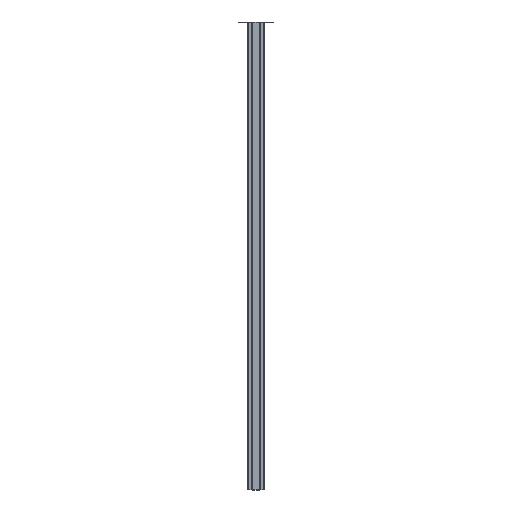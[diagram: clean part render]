
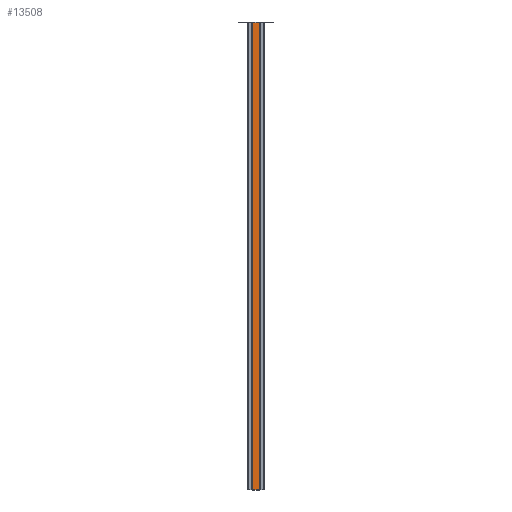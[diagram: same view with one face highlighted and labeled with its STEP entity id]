
A CAD part, top view. The second image highlights one B-rep face of the part: STEP entity #13508.
In plain terms, the highlighted planar face has unit normal (0, 0, 1).
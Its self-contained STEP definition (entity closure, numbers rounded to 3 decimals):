
#306 = ORIENTED_EDGE ( 'NONE', *, *, #6033, .F. ) ;
#405 = CARTESIAN_POINT ( 'NONE',  ( 22.5, -6., 25. ) ) ;
#1495 = LINE ( 'NONE', #6394, #8051 ) ;
#2484 = VECTOR ( 'NONE', #27974, 1000. ) ;
#2634 = DIRECTION ( 'NONE',  ( 0., 0., 1. ) ) ;
#4343 = CARTESIAN_POINT ( 'NONE',  ( -22.5, -3021., 25. ) ) ;
#5932 = DIRECTION ( 'NONE',  ( 0., -1., 0. ) ) ;
#6033 = EDGE_CURVE ( 'NONE', #20281, #17817, #13601, .T. ) ;
#6090 = CARTESIAN_POINT ( 'NONE',  ( -22.5, -6., 25. ) ) ;
#6394 = CARTESIAN_POINT ( 'NONE',  ( 22.5, -3021., 25. ) ) ;
#6961 = LINE ( 'NONE', #6090, #2484 ) ;
#8051 = VECTOR ( 'NONE', #19517, 1000. ) ;
#8318 = CARTESIAN_POINT ( 'NONE',  ( 22.5, -3021., 25. ) ) ;
#8559 = ORIENTED_EDGE ( 'NONE', *, *, #16314, .T. ) ;
#8798 = CARTESIAN_POINT ( 'NONE',  ( 22.5, -6., 25. ) ) ;
#10454 = ORIENTED_EDGE ( 'NONE', *, *, #21832, .F. ) ;
#10702 = LINE ( 'NONE', #16813, #15830 ) ;
#11543 = VECTOR ( 'NONE', #5932, 1000. ) ;
#12069 = CARTESIAN_POINT ( 'NONE',  ( -22.5, -6., 25. ) ) ;
#12394 = EDGE_LOOP ( 'NONE', ( #10454, #306, #8559, #23659 ) ) ;
#12486 = DIRECTION ( 'NONE',  ( -1., 0., 0. ) ) ;
#13508 = ADVANCED_FACE ( 'NONE', ( #28055 ), #13515, .T. ) ;
#13515 = PLANE ( 'NONE',  #21546 ) ;
#13601 = LINE ( 'NONE', #14679, #11543 ) ;
#14679 = CARTESIAN_POINT ( 'NONE',  ( 22.5, -6., 25. ) ) ;
#15830 = VECTOR ( 'NONE', #12486, 1000. ) ;
#16314 = EDGE_CURVE ( 'NONE', #20281, #19435, #10702, .T. ) ;
#16813 = CARTESIAN_POINT ( 'NONE',  ( 22.5, -6., 25. ) ) ;
#17817 = VERTEX_POINT ( 'NONE', #8318 ) ;
#17957 = DIRECTION ( 'NONE',  ( 1., 0., 0. ) ) ;
#19127 = VERTEX_POINT ( 'NONE', #4343 ) ;
#19435 = VERTEX_POINT ( 'NONE', #12069 ) ;
#19517 = DIRECTION ( 'NONE',  ( -1., 0., 0. ) ) ;
#20281 = VERTEX_POINT ( 'NONE', #8798 ) ;
#21546 = AXIS2_PLACEMENT_3D ( 'NONE', #405, #2634, #17957 ) ;
#21832 = EDGE_CURVE ( 'NONE', #17817, #19127, #1495, .T. ) ;
#22508 = EDGE_CURVE ( 'NONE', #19435, #19127, #6961, .T. ) ;
#23659 = ORIENTED_EDGE ( 'NONE', *, *, #22508, .T. ) ;
#27974 = DIRECTION ( 'NONE',  ( 0., -1., 0. ) ) ;
#28055 = FACE_OUTER_BOUND ( 'NONE', #12394, .T. ) ;
